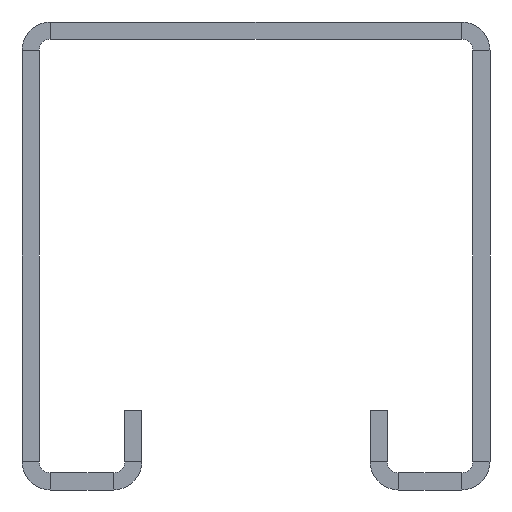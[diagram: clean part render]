
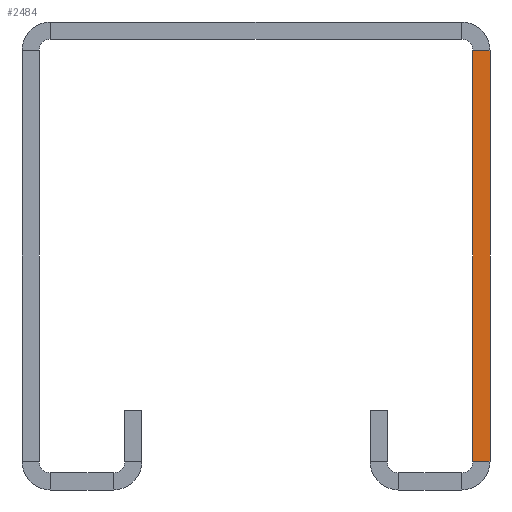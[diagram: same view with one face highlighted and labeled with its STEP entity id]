
A CAD part, front view. The second image highlights one B-rep face of the part: STEP entity #2484.
In plain terms, the highlighted planar face has unit normal (0, -1, 0).
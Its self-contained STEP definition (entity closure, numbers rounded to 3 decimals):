
#257=DIRECTION('',(-1.,0.,0.));
#258=VECTOR('',#257,1.5);
#259=CARTESIAN_POINT('',(20.5,-200.,-18.));
#260=LINE('',#259,#258);
#261=DIRECTION('',(0.,0.,-1.));
#262=VECTOR('',#261,36.);
#263=CARTESIAN_POINT('',(19.,-200.,18.));
#264=LINE('',#263,#262);
#265=DIRECTION('',(0.,0.,-1.));
#266=VECTOR('',#265,36.);
#267=CARTESIAN_POINT('',(20.5,-200.,18.));
#268=LINE('',#267,#266);
#625=DIRECTION('',(-1.,0.,0.));
#626=VECTOR('',#625,1.5);
#627=CARTESIAN_POINT('',(20.5,-200.,18.));
#628=LINE('',#627,#626);
#1730=CARTESIAN_POINT('',(20.5,-200.,-18.));
#1732=VERTEX_POINT('',#1730);
#1742=CARTESIAN_POINT('',(20.5,-200.,18.));
#1744=VERTEX_POINT('',#1742);
#1778=CARTESIAN_POINT('',(19.,-200.,-18.));
#1780=VERTEX_POINT('',#1778);
#1790=CARTESIAN_POINT('',(19.,-200.,18.));
#1792=VERTEX_POINT('',#1790);
#2470=CARTESIAN_POINT('',(19.75,-200.,0.));
#2471=DIRECTION('',(0.,-1.,0.));
#2472=DIRECTION('',(0.,0.,-1.));
#2473=AXIS2_PLACEMENT_3D('',#2470,#2471,#2472);
#2474=PLANE('',#2473);
#2476=ORIENTED_EDGE('',*,*,#2475,.T.);
#2478=ORIENTED_EDGE('',*,*,#2477,.F.);
#2480=ORIENTED_EDGE('',*,*,#2479,.F.);
#2481=ORIENTED_EDGE('',*,*,#2381,.T.);
#2482=EDGE_LOOP('',(#2476,#2478,#2480,#2481));
#2483=FACE_OUTER_BOUND('',#2482,.F.);
#2484=ADVANCED_FACE('',(#2483),#2474,.T.);
#2381=EDGE_CURVE('',#1744,#1732,#268,.T.);
#2475=EDGE_CURVE('',#1732,#1780,#260,.T.);
#2477=EDGE_CURVE('',#1792,#1780,#264,.T.);
#2479=EDGE_CURVE('',#1744,#1792,#628,.T.);
